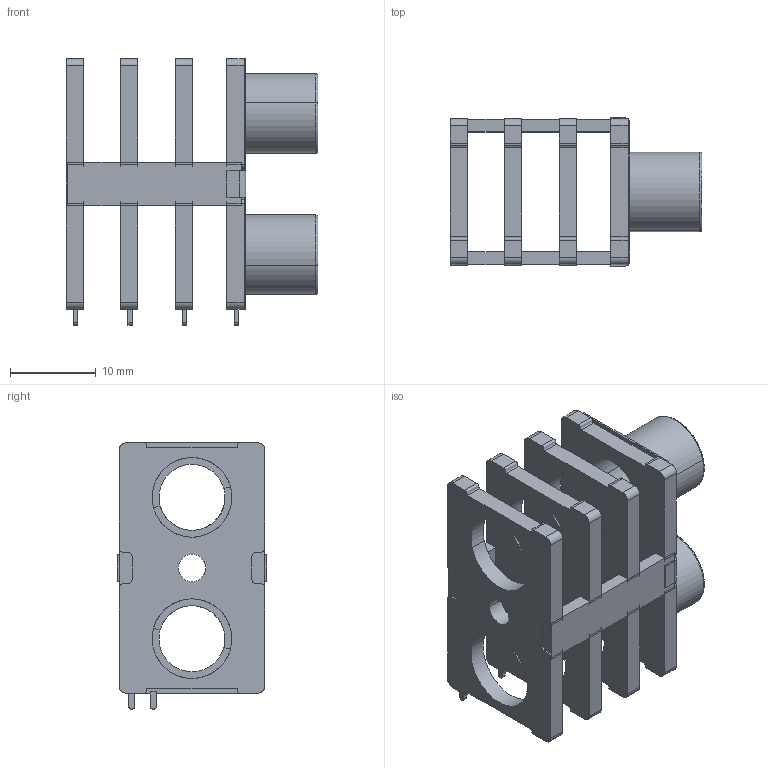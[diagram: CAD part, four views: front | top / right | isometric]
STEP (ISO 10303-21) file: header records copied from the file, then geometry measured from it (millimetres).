
FILE_DESCRIPTION(/* description */ (''),/* implementation_level */ '2;1');
FILE_NAME(/* name */ 'NSJ12HC',/* time_stamp */ '2022-06-24T19:33:29+02:00',/* author */ (''),/* organization */ (''),/* preprocessor_version */ 'ST-DEVELOPER v16.5',/* originating_system */ '',/* authorisation */ '');
FILE_SCHEMA (('AUTOMOTIVE_DESIGN'));
Length unit declared in the file: millimetre
Products named in the file (1): Document
Bounding box: 29.35 x 17.4 x 31.07 mm (x, y, z)
Volume: 3455.8 mm3; surface area: 6294.9 mm2
Topology: 13 solids, 13 shells, 338 faces, 930 edges, 619 vertices
Faces by surface type: bspline 292, plane 46
Entity records: 12461 total; most frequent: CARTESIAN_POINT 7758, ORIENTED_EDGE 1832, EDGE_CURVE 916, VERTEX_POINT 600, EDGE_LOOP 368, ADVANCED_FACE 338, FACE_OUTER_BOUND 338, B_SPLINE_CURVE_WITH_KNOTS 62
